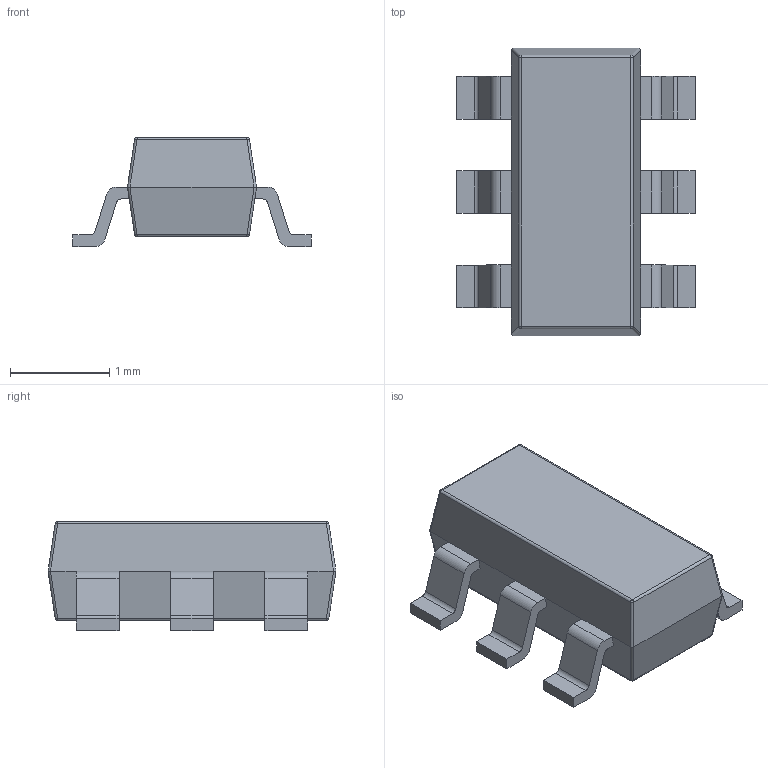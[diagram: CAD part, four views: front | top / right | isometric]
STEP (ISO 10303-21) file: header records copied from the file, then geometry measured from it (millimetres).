
FILE_DESCRIPTION(('FreeCAD Model'),'2;1');
FILE_NAME('SuperSOT23.step','2017-08-25T00:58:00',('Author' ),(''),'Open CASCADE STEP processor 6.8','FreeCAD','Unknown');
FILE_SCHEMA(('AUTOMOTIVE_DESIGN_CC2 { 1 2 10303 214 -1 1 5 4 }'));
Length unit declared in the file: millimetre
Products named in the file (1): SuperSOT23
Bounding box: 2.4 x 2.9 x 1.1 mm (x, y, z)
Volume: 3.7 mm3; surface area: 20.2 mm2
Topology: 1 solids, 1 shells, 112 faces, 286 edges, 176 vertices
Faces by surface type: plane 64, cylinder 40, bspline 8
Entity records: 12053 total; most frequent: CARTESIAN_POINT 5839, DIRECTION 928, ORIENTED_EDGE 572, PCURVE 572, DEFINITIONAL_REPRESENTATION 572, LINE 550, VECTOR 550, EDGE_CURVE 286
